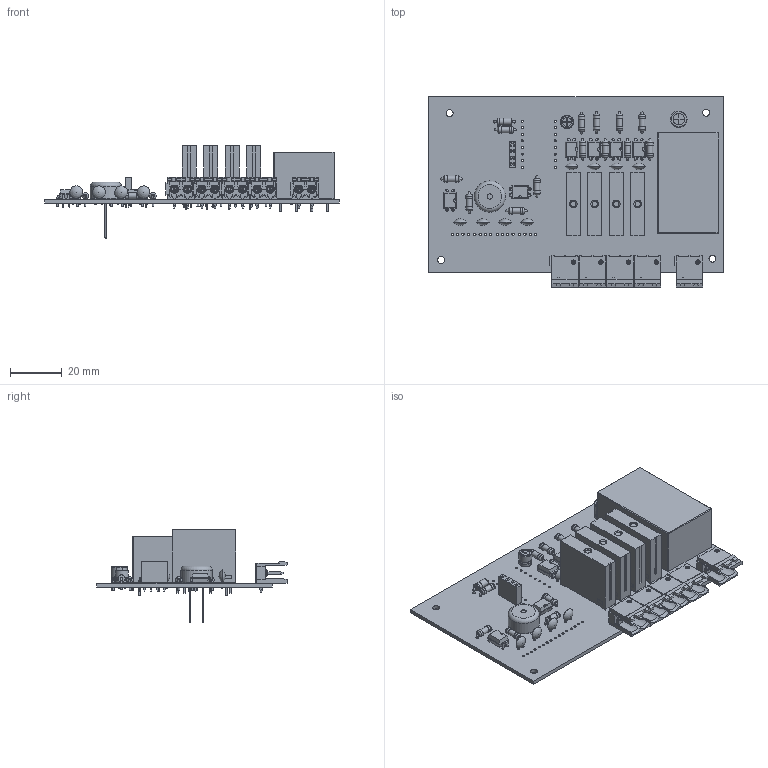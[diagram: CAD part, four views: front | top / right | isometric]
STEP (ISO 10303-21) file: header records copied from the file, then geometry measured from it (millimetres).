
FILE_DESCRIPTION(('KiCad electronic assembly'),'2;1');
FILE_NAME('PCB.step','2025-05-03T20:19:27',('Pcbnew'),('Kicad'), 'Open CASCADE STEP processor 7.8','KiCad to STEP converter','Unknown' );
FILE_SCHEMA(('AUTOMOTIVE_DESIGN { 1 0 10303 214 1 1 1 1 }'));
Length unit declared in the file: millimetre
Products named in the file (16): PCB 1; C_Disc_D5.0mm_W2.5mm_P2.50mm; R_Axial_DIN0207_L6.3mm_D2.5mm_P7.62mm_Horizontal; PinSocket_1x04_P2.54mm_Vertical; DIP-4_W7.62mm; Converter_ACDC_Hi-Link_HLK-5Mxx; G3MB-202P; Buzzer_TDK_PS1240P02BT_D12.2mm_H6.5mm; 1; body; pin_01; pin_02; CP_Radial_D5.0mm_P2.50mm; D_DO-41_SOD81_P7.62mm_Horizontal; CP_Radial_D6.3mm_P2.50mm; Electronics_PCB
Assembly tree (46 placements, depth 3):
  PCB 1
    C_Disc_D5.0mm_W2.5mm_P2.50mm  x8
    R_Axial_DIN0207_L6.3mm_D2.5mm_P7.62mm_Horizontal  x13
    PinSocket_1x04_P2.54mm_Vertical
    DIP-4_W7.62mm  x6
    Converter_ACDC_Hi-Link_HLK-5Mxx
    G3MB-202P  x4
    Buzzer_TDK_PS1240P02BT_D12.2mm_H6.5mm
    1  x5
      body
      pin_01
      pin_02
    CP_Radial_D5.0mm_P2.50mm
    D_DO-41_SOD81_P7.62mm_Horizontal
    CP_Radial_D6.3mm_P2.50mm
    Electronics_PCB
Bounding box: 113.3 x 73.24 x 35.5 mm (x, y, z)
Volume: 43120.6 mm3; surface area: 35259.5 mm2
Topology: 73 solids, 75 shells, 2706 faces, 6904 edges, 4467 vertices
Faces by surface type: plane 1879, cylinder 568, bspline 106, torus 86, cone 38, sphere 20, revolution 9
Full cylindrical faces by diameter (mm): 0.5 x20, 0.6 x26, 0.65 x2, 0.8 x94, 0.9 x16, 1 x36, 1.1 x2, 1.3 x5, 1.52 x10, 1.7 x5, 2 x1, 2.25 x13, 2.5 x26, 2.7 x6, 2.72 x1, 2.75 x10, 12 x1
Entity records: 33226 total; most frequent: CARTESIAN_POINT 6811, DIRECTION 4425, ORIENTED_EDGE 4338, EDGE_CURVE 2169, AXIS2_PLACEMENT_3D 1474, LINE 1468, VECTOR 1468, VERTEX_POINT 1408
